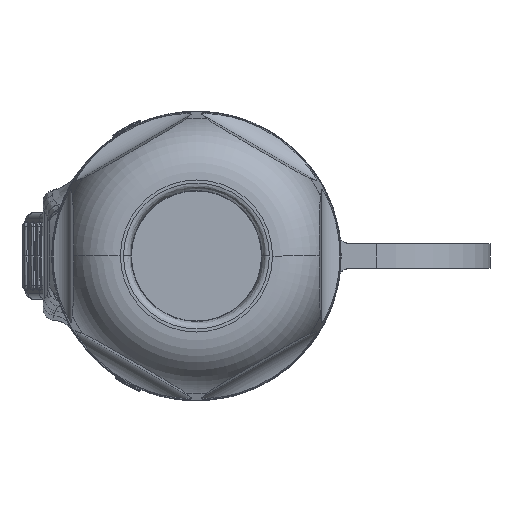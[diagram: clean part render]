
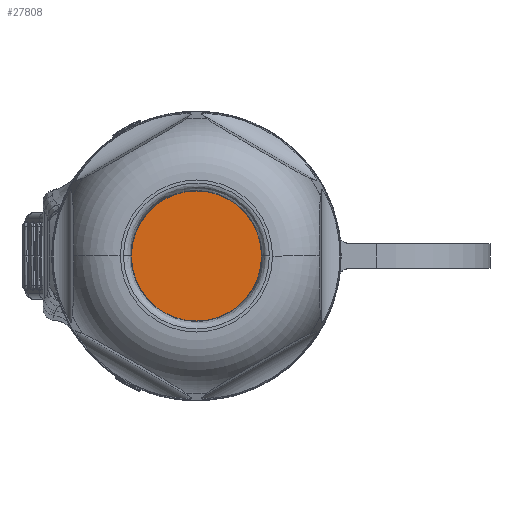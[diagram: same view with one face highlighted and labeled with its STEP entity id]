
A CAD part, left-side view. The second image highlights one B-rep face of the part: STEP entity #27808.
In plain terms, the highlighted planar face has unit normal (-1, 0, 0).
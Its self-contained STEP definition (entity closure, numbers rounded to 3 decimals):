
#6953=CARTESIAN_POINT('',(-44.299,0.,0.));
#6954=DIRECTION('',(1.,0.,0.));
#6955=DIRECTION('',(0.,1.,0.));
#6956=AXIS2_PLACEMENT_3D('',#6953,#6954,#6955);
#6958=CARTESIAN_POINT('',(-44.299,0.,0.));
#6959=DIRECTION('',(1.,0.,0.));
#6960=DIRECTION('',(0.,-1.,0.));
#6961=AXIS2_PLACEMENT_3D('',#6958,#6959,#6960);
#16801=CARTESIAN_POINT('',(-44.299,5.257,
0.));
#16802=CARTESIAN_POINT('',(-44.299,-5.257,
0.));
#16803=VERTEX_POINT('',#16801);
#16804=VERTEX_POINT('',#16802);
#27798=CARTESIAN_POINT('',(-44.299,0.,0.));
#27799=DIRECTION('',(1.,0.,0.));
#27800=DIRECTION('',(0.,1.,0.));
#27801=AXIS2_PLACEMENT_3D('',#27798,#27799,#27800);
#27802=PLANE('',#27801);
#27803=ORIENTED_EDGE('',*,*,#27787,.T.);
#27805=ORIENTED_EDGE('',*,*,#27804,.T.);
#27806=EDGE_LOOP('',(#27803,#27805));
#27807=FACE_OUTER_BOUND('',#27806,.F.);
#27808=ADVANCED_FACE('',(#27807),#27802,.F.);
#6957=CIRCLE('',#6956,5.257);
#6962=CIRCLE('',#6961,5.257);
#27787=EDGE_CURVE('',#16803,#16804,#6957,.T.);
#27804=EDGE_CURVE('',#16804,#16803,#6962,.T.);
